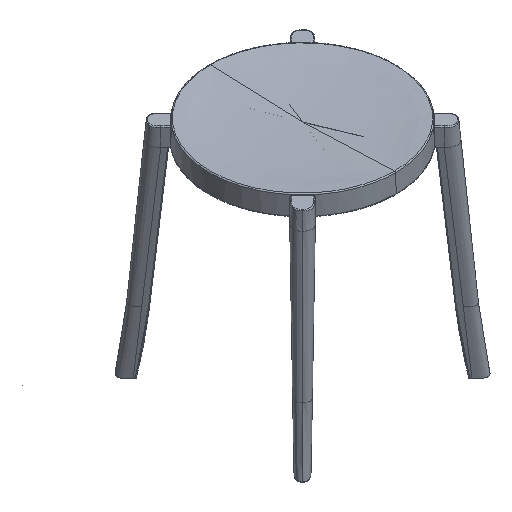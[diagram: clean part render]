
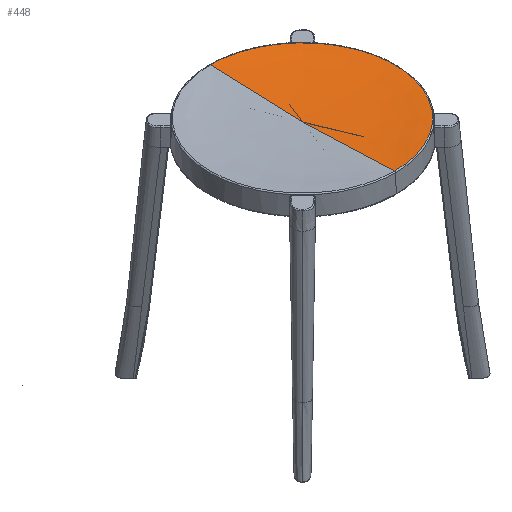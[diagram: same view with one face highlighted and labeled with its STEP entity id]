
A CAD part, isometric view. The second image highlights one B-rep face of the part: STEP entity #448.
In plain terms, the highlighted free-form (B-spline) face has degree [3, 2] with [9, 9] control points.
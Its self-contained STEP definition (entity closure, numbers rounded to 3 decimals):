
#448=ADVANCED_FACE('',(#883),#6702,.T.);
#883=FACE_OUTER_BOUND('',#1324,.T.);
#1324=EDGE_LOOP('',(#3375,#3376,#3377));
#3375=ORIENTED_EDGE('',*,*,#4496,.T.);
#3376=ORIENTED_EDGE('',*,*,#4497,.T.);
#3377=ORIENTED_EDGE('',*,*,#4498,.F.);
#4496=EDGE_CURVE('',#6264,#6265,#5020,.T.);
#4497=EDGE_CURVE('',#6265,#6263,#5021,.T.);
#4498=EDGE_CURVE('',#6264,#6263,#5022,.T.);
#5020=(
BOUNDED_CURVE()
B_SPLINE_CURVE(2,(#30149,#30150,#30151,#30152,#30153),.UNSPECIFIED.,.F.,
 .F.)
B_SPLINE_CURVE_WITH_KNOTS((3,2,3),(-586.324,-293.162,
0.),.UNSPECIFIED.)
CURVE()
GEOMETRIC_REPRESENTATION_ITEM()
RATIONAL_B_SPLINE_CURVE((1.,0.707,1.,0.707,1.))
REPRESENTATION_ITEM('')
);
#5021=(
BOUNDED_CURVE()
B_SPLINE_CURVE(3,(#30154,#30155,#30156,#30157,#30158,#30159,#30160,#30161,
#30162),.UNSPECIFIED.,.F.,.F.)
B_SPLINE_CURVE_WITH_KNOTS((4,1,1,1,1,1,4),(1.864,8.117,
30.935,52.825,93.138,115.396,188.742),
 .UNSPECIFIED.)
CURVE()
GEOMETRIC_REPRESENTATION_ITEM()
RATIONAL_B_SPLINE_CURVE((1.,1.,1.,1.,1.,1.,1.,1.,1.))
REPRESENTATION_ITEM('')
);
#5022=(
BOUNDED_CURVE()
B_SPLINE_CURVE(3,(#30163,#30164,#30165,#30166,#30167,#30168,#30169,#30170,
#30171),.UNSPECIFIED.,.F.,.F.)
B_SPLINE_CURVE_WITH_KNOTS((4,1,1,1,1,1,4),(1.864,8.117,
30.935,52.825,93.138,115.396,188.742),
 .UNSPECIFIED.)
CURVE()
GEOMETRIC_REPRESENTATION_ITEM()
RATIONAL_B_SPLINE_CURVE((1.,1.,1.,1.,1.,1.,1.,1.,1.))
REPRESENTATION_ITEM('')
);
#6263=VERTEX_POINT('',#22939);
#6264=VERTEX_POINT('',#22940);
#6265=VERTEX_POINT('',#22941);
#6702=(
BOUNDED_SURFACE()
B_SPLINE_SURFACE(3,2,((#21951,#21952,#21953,#21954,#21955,#21956,#21957,
#21958,#21959),(#21960,#21961,#21962,#21963,#21964,#21965,#21966,#21967,
#21968),(#21969,#21970,#21971,#21972,#21973,#21974,#21975,#21976,#21977),
(#21978,#21979,#21980,#21981,#21982,#21983,#21984,#21985,#21986),(#21987,
#21988,#21989,#21990,#21991,#21992,#21993,#21994,#21995),(#21996,#21997,
#21998,#21999,#22000,#22001,#22002,#22003,#22004),(#22005,#22006,#22007,
#22008,#22009,#22010,#22011,#22012,#22013),(#22014,#22015,#22016,#22017,
#22018,#22019,#22020,#22021,#22022),(#22023,#22024,#22025,#22026,#22027,
#22028,#22029,#22030,#22031)),.UNSPECIFIED.,.F.,.F.,.F.)
B_SPLINE_SURFACE_WITH_KNOTS((4,1,1,1,1,1,4),(3,2,2,2,3),(0.,8.117,
30.935,52.825,93.138,115.396,188.742),
(0.,296.094,592.187,888.281,1184.375),
 .UNSPECIFIED.)
GEOMETRIC_REPRESENTATION_ITEM()
RATIONAL_B_SPLINE_SURFACE(((1.,0.707,1.,0.707,1.,
0.707,1.,0.707,1.),(1.,0.707,1.,0.707,
1.,0.707,1.,0.707,1.),(1.,0.707,1.,
0.707,1.,0.707,1.,0.707,1.),(1.,0.707,
1.,0.707,1.,0.707,1.,0.707,1.),(1.,
0.707,1.,0.707,1.,0.707,1.,0.707,
1.),(1.,0.707,1.,0.707,1.,0.707,1.,
0.707,1.),(1.,0.707,1.,0.707,1.,0.707,
1.,0.707,1.),(1.,0.707,1.,0.707,1.,
0.707,1.,0.707,1.),(1.,0.707,1.,0.707,
1.,0.707,1.,0.707,1.)))
REPRESENTATION_ITEM('')
SURFACE()
);
#21951=CARTESIAN_POINT('',(92544.989,-94931.916,40.));
#21952=CARTESIAN_POINT('',(92356.489,-94931.916,40.));
#21953=CARTESIAN_POINT('',(92356.489,-94743.417,40.));
#21954=CARTESIAN_POINT('',(92356.489,-94554.918,40.));
#21955=CARTESIAN_POINT('',(92544.989,-94554.918,40.));
#21956=CARTESIAN_POINT('',(92733.488,-94554.918,40.));
#21957=CARTESIAN_POINT('',(92733.488,-94743.417,40.));
#21958=CARTESIAN_POINT('',(92733.488,-94931.916,40.));
#21959=CARTESIAN_POINT('',(92544.989,-94931.916,40.));
#21960=CARTESIAN_POINT('',(92544.989,-94929.206,39.997));
#21961=CARTESIAN_POINT('',(92359.199,-94929.206,39.997));
#21962=CARTESIAN_POINT('',(92359.199,-94743.417,39.997));
#21963=CARTESIAN_POINT('',(92359.199,-94557.628,39.997));
#21964=CARTESIAN_POINT('',(92544.989,-94557.628,39.997));
#21965=CARTESIAN_POINT('',(92730.778,-94557.628,39.997));
#21966=CARTESIAN_POINT('',(92730.778,-94743.417,39.997));
#21967=CARTESIAN_POINT('',(92730.778,-94929.206,39.997));
#21968=CARTESIAN_POINT('',(92544.989,-94929.206,39.997));
#21969=CARTESIAN_POINT('',(92544.989,-94918.906,39.539));
#21970=CARTESIAN_POINT('',(92369.5,-94918.906,39.539));
#21971=CARTESIAN_POINT('',(92369.5,-94743.417,39.539));
#21972=CARTESIAN_POINT('',(92369.5,-94567.928,39.539));
#21973=CARTESIAN_POINT('',(92544.989,-94567.928,39.539));
#21974=CARTESIAN_POINT('',(92720.478,-94567.928,39.539));
#21975=CARTESIAN_POINT('',(92720.478,-94743.417,39.539));
#21976=CARTESIAN_POINT('',(92720.478,-94918.906,39.539));
#21977=CARTESIAN_POINT('',(92544.989,-94918.906,39.539));
#21978=CARTESIAN_POINT('',(92544.989,-94901.425,37.257));
#21979=CARTESIAN_POINT('',(92386.98,-94901.425,37.257));
#21980=CARTESIAN_POINT('',(92386.98,-94743.417,37.257));
#21981=CARTESIAN_POINT('',(92386.98,-94585.408,37.257));
#21982=CARTESIAN_POINT('',(92544.989,-94585.408,37.257));
#21983=CARTESIAN_POINT('',(92702.997,-94585.408,37.257));
#21984=CARTESIAN_POINT('',(92702.997,-94743.417,37.257));
#21985=CARTESIAN_POINT('',(92702.997,-94901.425,37.257));
#21986=CARTESIAN_POINT('',(92544.989,-94901.425,37.257));
#21987=CARTESIAN_POINT('',(92544.989,-94873.157,35.203));
#21988=CARTESIAN_POINT('',(92415.248,-94873.157,35.203));
#21989=CARTESIAN_POINT('',(92415.248,-94743.417,35.203));
#21990=CARTESIAN_POINT('',(92415.248,-94613.676,35.203));
#21991=CARTESIAN_POINT('',(92544.989,-94613.676,35.203));
#21992=CARTESIAN_POINT('',(92674.729,-94613.676,35.203));
#21993=CARTESIAN_POINT('',(92674.729,-94743.417,35.203));
#21994=CARTESIAN_POINT('',(92674.729,-94873.157,35.203));
#21995=CARTESIAN_POINT('',(92544.989,-94873.157,35.203));
#21996=CARTESIAN_POINT('',(92544.989,-94845.024,34.053));
#21997=CARTESIAN_POINT('',(92443.381,-94845.024,34.053));
#21998=CARTESIAN_POINT('',(92443.381,-94743.417,34.053));
#21999=CARTESIAN_POINT('',(92443.381,-94641.809,34.053));
#22000=CARTESIAN_POINT('',(92544.989,-94641.809,34.053));
#22001=CARTESIAN_POINT('',(92646.596,-94641.809,34.053));
#22002=CARTESIAN_POINT('',(92646.596,-94743.417,34.053));
#22003=CARTESIAN_POINT('',(92646.596,-94845.024,34.053));
#22004=CARTESIAN_POINT('',(92544.989,-94845.024,34.053));
#22005=CARTESIAN_POINT('',(92544.989,-94799.734,32.91));
#22006=CARTESIAN_POINT('',(92488.672,-94799.734,32.91));
#22007=CARTESIAN_POINT('',(92488.672,-94743.417,32.91));
#22008=CARTESIAN_POINT('',(92488.672,-94687.1,32.91));
#22009=CARTESIAN_POINT('',(92544.989,-94687.1,32.91));
#22010=CARTESIAN_POINT('',(92601.305,-94687.1,32.91));
#22011=CARTESIAN_POINT('',(92601.305,-94743.417,32.91));
#22012=CARTESIAN_POINT('',(92601.305,-94799.734,32.91));
#22013=CARTESIAN_POINT('',(92544.989,-94799.734,32.91));
#22014=CARTESIAN_POINT('',(92544.989,-94767.877,32.601));
#22015=CARTESIAN_POINT('',(92520.528,-94767.877,32.601));
#22016=CARTESIAN_POINT('',(92520.528,-94743.417,32.601));
#22017=CARTESIAN_POINT('',(92520.528,-94718.956,32.601));
#22018=CARTESIAN_POINT('',(92544.989,-94718.956,32.601));
#22019=CARTESIAN_POINT('',(92569.449,-94718.956,32.601));
#22020=CARTESIAN_POINT('',(92569.449,-94743.417,32.601));
#22021=CARTESIAN_POINT('',(92569.449,-94767.877,32.601));
#22022=CARTESIAN_POINT('',(92544.989,-94767.877,32.601));
#22023=CARTESIAN_POINT('',(92544.989,-94743.417,32.8));
#22024=CARTESIAN_POINT('',(92544.989,-94743.417,32.8));
#22025=CARTESIAN_POINT('',(92544.989,-94743.417,32.8));
#22026=CARTESIAN_POINT('',(92544.989,-94743.417,32.8));
#22027=CARTESIAN_POINT('',(92544.989,-94743.417,32.8));
#22028=CARTESIAN_POINT('',(92544.989,-94743.417,32.8));
#22029=CARTESIAN_POINT('',(92544.989,-94743.417,32.8));
#22030=CARTESIAN_POINT('',(92544.989,-94743.417,32.8));
#22031=CARTESIAN_POINT('',(92544.989,-94743.417,32.8));
#22939=CARTESIAN_POINT('',(92544.989,-94743.417,32.8));
#22940=CARTESIAN_POINT('',(92544.989,-94930.05,39.98));
#22941=CARTESIAN_POINT('',(92544.989,-94556.784,39.98));
#30149=CARTESIAN_POINT('',(92544.989,-94930.05,39.98));
#30150=CARTESIAN_POINT('',(92731.621,-94930.05,39.98));
#30151=CARTESIAN_POINT('',(92731.621,-94743.417,39.98));
#30152=CARTESIAN_POINT('',(92731.621,-94556.784,39.98));
#30153=CARTESIAN_POINT('',(92544.989,-94556.784,39.98));
#30154=CARTESIAN_POINT('',(92544.989,-94556.784,39.98));
#30155=CARTESIAN_POINT('',(92544.989,-94558.869,39.939));
#30156=CARTESIAN_POINT('',(92544.989,-94568.545,39.458));
#30157=CARTESIAN_POINT('',(92544.989,-94585.408,37.257));
#30158=CARTESIAN_POINT('',(92544.989,-94613.676,35.203));
#30159=CARTESIAN_POINT('',(92544.989,-94641.809,34.053));
#30160=CARTESIAN_POINT('',(92544.989,-94687.1,32.91));
#30161=CARTESIAN_POINT('',(92544.989,-94718.956,32.601));
#30162=CARTESIAN_POINT('',(92544.989,-94743.417,32.8));
#30163=CARTESIAN_POINT('',(92544.989,-94930.05,39.98));
#30164=CARTESIAN_POINT('',(92544.989,-94927.965,39.939));
#30165=CARTESIAN_POINT('',(92544.989,-94918.289,39.458));
#30166=CARTESIAN_POINT('',(92544.989,-94901.425,37.257));
#30167=CARTESIAN_POINT('',(92544.989,-94873.157,35.203));
#30168=CARTESIAN_POINT('',(92544.989,-94845.024,34.053));
#30169=CARTESIAN_POINT('',(92544.989,-94799.734,32.91));
#30170=CARTESIAN_POINT('',(92544.989,-94767.877,32.601));
#30171=CARTESIAN_POINT('',(92544.989,-94743.417,32.8));
